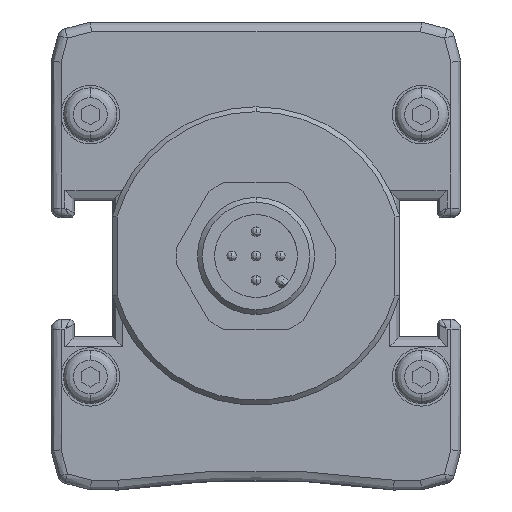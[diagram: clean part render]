
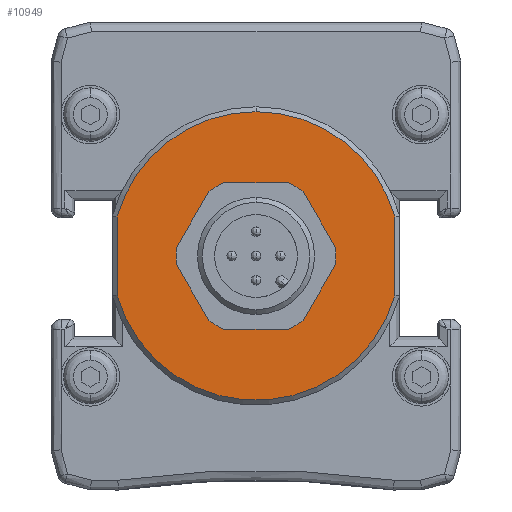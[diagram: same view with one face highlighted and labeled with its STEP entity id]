
A CAD part, front view. The second image highlights one B-rep face of the part: STEP entity #10949.
In plain terms, the highlighted planar face has unit normal (0, -1, 0).
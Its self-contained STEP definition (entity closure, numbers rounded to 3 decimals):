
#337 = ORIENTED_EDGE ( 'NONE', *, *, #8913, .T. ) ;
#572 = DIRECTION ( 'NONE',  ( 0., 0., -1. ) ) ;
#693 = DIRECTION ( 'NONE',  ( 0., 0., -1. ) ) ;
#797 = CARTESIAN_POINT ( 'NONE',  ( 14.25, -635.5, 4.065 ) ) ;
#1698 = CIRCLE ( 'NONE', #5062, 14.8 ) ;
#1972 = AXIS2_PLACEMENT_3D ( 'NONE', #12504, #6554, #572 ) ;
#2070 = DIRECTION ( 'NONE',  ( 0., -1., 0. ) ) ;
#2227 = CARTESIAN_POINT ( 'NONE',  ( 14.25, -635.5, -3.997 ) ) ;
#2450 = VERTEX_POINT ( 'NONE', #8337 ) ;
#2812 = EDGE_CURVE ( 'NONE', #11660, #10101, #1698, .T. ) ;
#2884 = LINE ( 'NONE', #797, #10537 ) ;
#4482 = AXIS2_PLACEMENT_3D ( 'NONE', #11563, #12554, #6598 ) ;
#4586 = PLANE ( 'NONE',  #4482 ) ;
#4684 = EDGE_LOOP ( 'NONE', ( #8877, #12274, #8758, #337, #7702 ) ) ;
#4722 = DIRECTION ( 'NONE',  ( 0., 0., 1. ) ) ;
#5048 = CIRCLE ( 'NONE', #1972, 14.8 ) ;
#5062 = AXIS2_PLACEMENT_3D ( 'NONE', #12626, #6666, #693 ) ;
#6026 = VERTEX_POINT ( 'NONE', #6053 ) ;
#6053 = CARTESIAN_POINT ( 'NONE',  ( -14.25, -635.5, 3.997 ) ) ;
#6240 = EDGE_CURVE ( 'NONE', #6026, #11660, #6742, .T. ) ;
#6370 = DIRECTION ( 'NONE',  ( 0., 0., -1. ) ) ;
#6554 = DIRECTION ( 'NONE',  ( 0., -1., 0. ) ) ;
#6598 = DIRECTION ( 'NONE',  ( 0., 0., -1. ) ) ;
#6666 = DIRECTION ( 'NONE',  ( 0., -1., 0. ) ) ;
#6742 = LINE ( 'NONE', #7345, #8751 ) ;
#7289 = CIRCLE ( 'NONE', #8272, 14.8 ) ;
#7345 = CARTESIAN_POINT ( 'NONE',  ( -14.25, -635.5, 0. ) ) ;
#7702 = ORIENTED_EDGE ( 'NONE', *, *, #11423, .T. ) ;
#8024 = CARTESIAN_POINT ( 'NONE',  ( 0., -635.5, 0. ) ) ;
#8272 = AXIS2_PLACEMENT_3D ( 'NONE', #8024, #2070, #9053 ) ;
#8337 = CARTESIAN_POINT ( 'NONE',  ( 14.25, -635.5, 3.997 ) ) ;
#8514 = VERTEX_POINT ( 'NONE', #10382 ) ;
#8751 = VECTOR ( 'NONE', #6370, 1000. ) ;
#8758 = ORIENTED_EDGE ( 'NONE', *, *, #11682, .T. ) ;
#8877 = ORIENTED_EDGE ( 'NONE', *, *, #6240, .T. ) ;
#8913 = EDGE_CURVE ( 'NONE', #2450, #8514, #7289, .T. ) ;
#9053 = DIRECTION ( 'NONE',  ( 0., 0., -1. ) ) ;
#10059 = FACE_OUTER_BOUND ( 'NONE', #4684, .T. ) ;
#10101 = VERTEX_POINT ( 'NONE', #2227 ) ;
#10382 = CARTESIAN_POINT ( 'NONE',  ( 0., -635.5, 14.8 ) ) ;
#10537 = VECTOR ( 'NONE', #4722, 1000. ) ;
#10748 = CARTESIAN_POINT ( 'NONE',  ( -14.25, -635.5, -3.997 ) ) ;
#10949 = ADVANCED_FACE ( 'NONE', ( #10059 ), #4586, .T. ) ;
#11423 = EDGE_CURVE ( 'NONE', #8514, #6026, #5048, .T. ) ;
#11563 = CARTESIAN_POINT ( 'NONE',  ( 0., -635.5, 0. ) ) ;
#11660 = VERTEX_POINT ( 'NONE', #10748 ) ;
#11682 = EDGE_CURVE ( 'NONE', #10101, #2450, #2884, .T. ) ;
#12274 = ORIENTED_EDGE ( 'NONE', *, *, #2812, .T. ) ;
#12504 = CARTESIAN_POINT ( 'NONE',  ( 0., -635.5, 0. ) ) ;
#12554 = DIRECTION ( 'NONE',  ( 0., -1., 0. ) ) ;
#12626 = CARTESIAN_POINT ( 'NONE',  ( 0., -635.5, 0. ) ) ;
